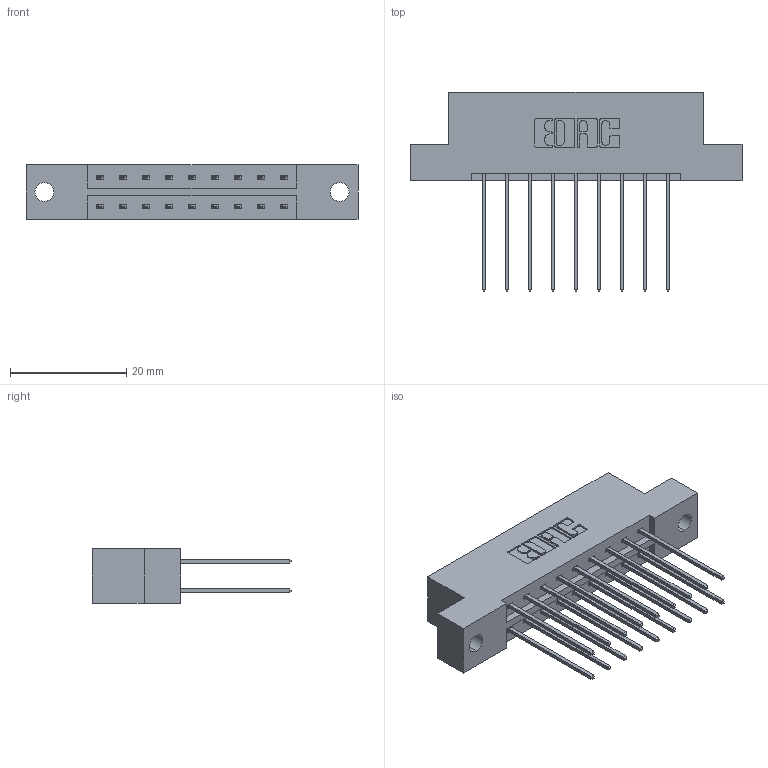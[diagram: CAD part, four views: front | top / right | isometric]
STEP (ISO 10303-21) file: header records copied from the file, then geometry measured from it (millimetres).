
FILE_DESCRIPTION (( 'STEP AP203' ), '1' );
FILE_NAME ('833-018-541-202.STEP', '2020-05-31T22:14:14', ( '' ), ( '' ), 'SwSTEP 2.0', 'SolidWorks 2020', '' );
FILE_SCHEMA (( 'CONFIG_CONTROL_DESIGN' ));
Length unit declared in the file: inch
Products named in the file (3): 345-292-001_345-293-141; 833-018-541-202; 833 Part_Flush - .128 Dia
Assembly tree (19 placements, depth 2):
  833-018-541-202
    833 Part_Flush - .128 Dia
    345-292-001_345-293-141  x18
Bounding box: 57.2 x 34.3 x 9.4 mm (x, y, z)
Volume: 5597.8 mm3; surface area: 6504.3 mm2
Topology: 19 solids, 19 shells, 1050 faces, 3101 edges, 2042 vertices
Faces by surface type: plane 718, cylinder 332
Entity records: 10079 total; most frequent: CARTESIAN_POINT 1710, ORIENTED_EDGE 1646, DIRECTION 1519, EDGE_CURVE 823, VECTOR 695, LINE 695, VERTEX_POINT 546, AXIS2_PLACEMENT_3D 412
